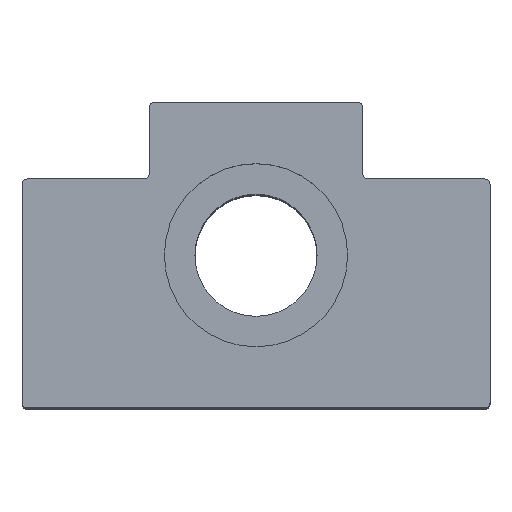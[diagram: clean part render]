
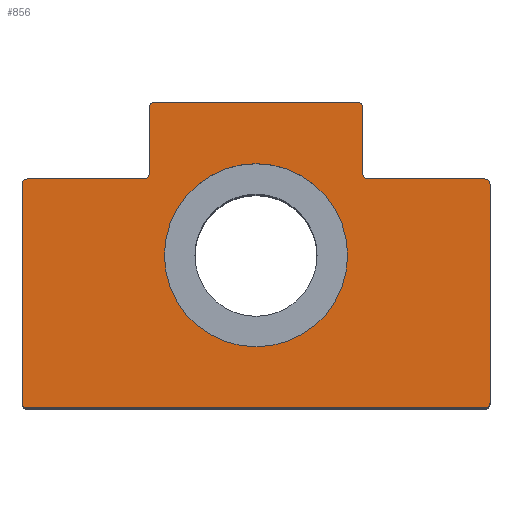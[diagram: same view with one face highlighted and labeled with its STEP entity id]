
A CAD part, top view. The second image highlights one B-rep face of the part: STEP entity #856.
In plain terms, the highlighted face is planar.
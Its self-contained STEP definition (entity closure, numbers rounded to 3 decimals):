
#41=PLANE('',#922);
#48=CIRCLE('',#885,0.5);
#50=CIRCLE('',#889,0.5);
#54=CIRCLE('',#895,0.5);
#56=CIRCLE('',#899,0.5);
#60=CIRCLE('',#905,0.5);
#61=CIRCLE('',#908,0.5);
#64=CIRCLE('',#913,0.5);
#65=CIRCLE('',#916,0.5);
#69=CIRCLE('',#923,9.);
#86=LINE('',#1175,#130);
#91=LINE('',#1199,#135);
#95=LINE('',#1215,#139);
#99=LINE('',#1227,#143);
#104=LINE('',#1244,#148);
#109=LINE('',#1262,#153);
#111=LINE('',#1276,#155);
#117=LINE('',#1307,#161);
#130=VECTOR('',#970,1000.);
#135=VECTOR('',#987,1000.);
#139=VECTOR('',#1003,1000.);
#143=VECTOR('',#1015,1000.);
#148=VECTOR('',#1032,1000.);
#153=VECTOR('',#1043,1000.);
#155=VECTOR('',#1053,1000.);
#161=VECTOR('',#1075,1000.);
#280=ORIENTED_EDGE('',*,*,#406,.F.);
#281=ORIENTED_EDGE('',*,*,#381,.T.);
#282=ORIENTED_EDGE('',*,*,#378,.F.);
#283=ORIENTED_EDGE('',*,*,#372,.F.);
#284=ORIENTED_EDGE('',*,*,#369,.F.);
#285=ORIENTED_EDGE('',*,*,#366,.F.);
#286=ORIENTED_EDGE('',*,*,#363,.F.);
#287=ORIENTED_EDGE('',*,*,#358,.F.);
#288=ORIENTED_EDGE('',*,*,#355,.F.);
#289=ORIENTED_EDGE('',*,*,#351,.F.);
#290=ORIENTED_EDGE('',*,*,#402,.F.);
#291=ORIENTED_EDGE('',*,*,#399,.T.);
#292=ORIENTED_EDGE('',*,*,#346,.F.);
#293=ORIENTED_EDGE('',*,*,#395,.F.);
#294=ORIENTED_EDGE('',*,*,#390,.F.);
#295=ORIENTED_EDGE('',*,*,#388,.F.);
#296=ORIENTED_EDGE('',*,*,#385,.F.);
#346=EDGE_CURVE('',#427,#425,#86,.T.);
#351=EDGE_CURVE('',#432,#433,#48,.T.);
#355=EDGE_CURVE('',#433,#436,#91,.T.);
#358=EDGE_CURVE('',#436,#438,#50,.T.);
#363=EDGE_CURVE('',#438,#442,#95,.T.);
#366=EDGE_CURVE('',#442,#444,#54,.T.);
#369=EDGE_CURVE('',#444,#446,#99,.T.);
#372=EDGE_CURVE('',#446,#448,#56,.T.);
#378=EDGE_CURVE('',#448,#452,#104,.T.);
#381=EDGE_CURVE('',#454,#452,#60,.T.);
#385=EDGE_CURVE('',#454,#456,#109,.T.);
#388=EDGE_CURVE('',#456,#458,#61,.T.);
#390=EDGE_CURVE('',#458,#459,#111,.T.);
#395=EDGE_CURVE('',#459,#427,#64,.T.);
#399=EDGE_CURVE('',#462,#425,#65,.T.);
#402=EDGE_CURVE('',#462,#432,#117,.T.);
#406=EDGE_CURVE('',#465,#465,#69,.T.);
#425=VERTEX_POINT('',#1170);
#427=VERTEX_POINT('',#1174);
#432=VERTEX_POINT('',#1191);
#433=VERTEX_POINT('',#1192);
#436=VERTEX_POINT('',#1200);
#438=VERTEX_POINT('',#1206);
#442=VERTEX_POINT('',#1216);
#444=VERTEX_POINT('',#1222);
#446=VERTEX_POINT('',#1228);
#448=VERTEX_POINT('',#1234);
#452=VERTEX_POINT('',#1245);
#454=VERTEX_POINT('',#1255);
#456=VERTEX_POINT('',#1260);
#458=VERTEX_POINT('',#1266);
#459=VERTEX_POINT('',#1277);
#462=VERTEX_POINT('',#1302);
#465=VERTEX_POINT('',#1315);
#507=EDGE_LOOP('',(#280));
#508=EDGE_LOOP('',(#281,#282,#283,#284,#285,#286,#287,#288,#289,#290,#291,
#292,#293,#294,#295,#296));
#555=FACE_BOUND('',#507,.T.);
#556=FACE_BOUND('',#508,.T.);
#856=ADVANCED_FACE('',(#555,#556),#41,.F.);
#885=AXIS2_PLACEMENT_3D('',#1190,#979,#980);
#889=AXIS2_PLACEMENT_3D('',#1205,#992,#993);
#895=AXIS2_PLACEMENT_3D('',#1221,#1008,#1009);
#899=AXIS2_PLACEMENT_3D('',#1233,#1020,#1021);
#905=AXIS2_PLACEMENT_3D('',#1254,#1036,#1037);
#908=AXIS2_PLACEMENT_3D('',#1273,#1047,#1048);
#913=AXIS2_PLACEMENT_3D('',#1289,#1060,#1061);
#916=AXIS2_PLACEMENT_3D('',#1301,#1068,#1069);
#922=AXIS2_PLACEMENT_3D('',#1313,#1083,#1084);
#923=AXIS2_PLACEMENT_3D('',#1314,#1085,#1086);
#970=DIRECTION('',(0.,-1.,0.));
#979=DIRECTION('',(0.,0.,1.));
#980=DIRECTION('',(1.,0.,0.));
#987=DIRECTION('',(0.,-1.,0.));
#992=DIRECTION('',(0.,0.,1.));
#993=DIRECTION('',(1.,0.,0.));
#1003=DIRECTION('',(1.,0.,0.));
#1008=DIRECTION('',(0.,0.,1.));
#1009=DIRECTION('',(1.,0.,0.));
#1015=DIRECTION('',(0.,1.,0.));
#1020=DIRECTION('',(0.,0.,1.));
#1021=DIRECTION('',(1.,0.,0.));
#1032=DIRECTION('',(-1.,0.,0.));
#1036=DIRECTION('',(0.,0.,1.));
#1037=DIRECTION('',(1.,0.,0.));
#1043=DIRECTION('',(0.,1.,0.));
#1047=DIRECTION('',(0.,0.,1.));
#1048=DIRECTION('',(1.,0.,0.));
#1053=DIRECTION('',(-1.,0.,0.));
#1060=DIRECTION('',(0.,0.,1.));
#1061=DIRECTION('',(1.,0.,0.));
#1068=DIRECTION('',(0.,0.,1.));
#1069=DIRECTION('',(1.,0.,0.));
#1075=DIRECTION('',(-1.,0.,0.));
#1083=DIRECTION('',(0.,0.,1.));
#1084=DIRECTION('',(1.,0.,0.));
#1085=DIRECTION('',(0.,0.,-1.));
#1086=DIRECTION('',(-1.,0.,0.));
#1170=CARTESIAN_POINT('',(-10.5,23.,-7.5));
#1174=CARTESIAN_POINT('',(-10.5,29.5,-7.5));
#1175=CARTESIAN_POINT('',(-10.5,29.5,-7.5));
#1190=CARTESIAN_POINT('',(-22.5,22.,-7.5));
#1191=CARTESIAN_POINT('',(-22.5,22.5,-7.5));
#1192=CARTESIAN_POINT('',(-23.,22.,-7.5));
#1199=CARTESIAN_POINT('',(-23.,22.,-7.5));
#1200=CARTESIAN_POINT('',(-23.,0.5,-7.5));
#1205=CARTESIAN_POINT('',(-22.5,0.5,-7.5));
#1206=CARTESIAN_POINT('',(-22.5,0.,-7.5));
#1215=CARTESIAN_POINT('',(-22.5,0.,-7.5));
#1216=CARTESIAN_POINT('',(22.5,0.,-7.5));
#1221=CARTESIAN_POINT('',(22.5,0.5,-7.5));
#1222=CARTESIAN_POINT('',(23.,0.5,-7.5));
#1227=CARTESIAN_POINT('',(23.,0.5,-7.5));
#1228=CARTESIAN_POINT('',(23.,22.,-7.5));
#1233=CARTESIAN_POINT('',(22.5,22.,-7.5));
#1234=CARTESIAN_POINT('',(22.5,22.5,-7.5));
#1244=CARTESIAN_POINT('',(22.5,22.5,-7.5));
#1245=CARTESIAN_POINT('',(11.,22.5,-7.5));
#1254=CARTESIAN_POINT('',(11.,23.,-7.5));
#1255=CARTESIAN_POINT('',(10.5,23.,-7.5));
#1260=CARTESIAN_POINT('',(10.5,29.5,-7.5));
#1262=CARTESIAN_POINT('',(10.5,23.,-7.5));
#1266=CARTESIAN_POINT('',(10.,30.,-7.5));
#1273=CARTESIAN_POINT('',(10.,29.5,-7.5));
#1276=CARTESIAN_POINT('',(10.,30.,-7.5));
#1277=CARTESIAN_POINT('',(-10.,30.,-7.5));
#1289=CARTESIAN_POINT('',(-10.,29.5,-7.5));
#1301=CARTESIAN_POINT('',(-11.,23.,-7.5));
#1302=CARTESIAN_POINT('',(-11.,22.5,-7.5));
#1307=CARTESIAN_POINT('',(-11.,22.5,-7.5));
#1313=CARTESIAN_POINT('',(-22.5,22.,-7.5));
#1314=CARTESIAN_POINT('',(0.,15.,-7.5));
#1315=CARTESIAN_POINT('',(-9.,15.,-7.5));
